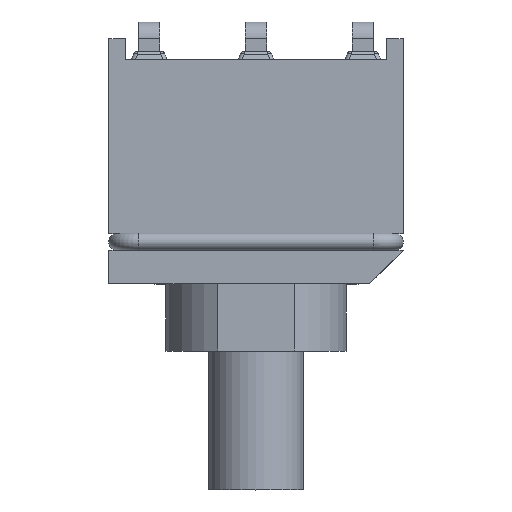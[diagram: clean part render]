
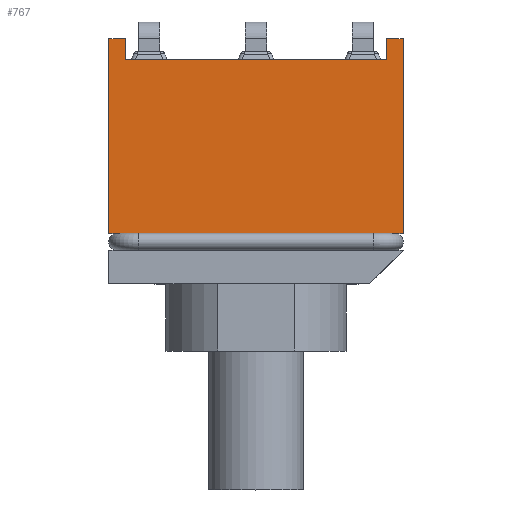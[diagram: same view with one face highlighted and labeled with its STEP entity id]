
A CAD part, top view. The second image highlights one B-rep face of the part: STEP entity #767.
In plain terms, the highlighted planar face has unit normal (0, 0, 1).
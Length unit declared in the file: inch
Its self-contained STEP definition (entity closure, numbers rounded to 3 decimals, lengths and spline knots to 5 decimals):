
#391=CARTESIAN_POINT('',(0.12598,-0.18228,0.08858));
#392=VERTEX_POINT('',#391);
#530=CARTESIAN_POINT('',(-0.12598,-0.18228,0.08858));
#531=VERTEX_POINT('',#530);
#596=CARTESIAN_POINT('',(-0.08858,-0.18228,0.08858));
#597=VERTEX_POINT('',#596);
#604=CARTESIAN_POINT('',(-0.12598,-0.18228,0.08858));
#605=DIRECTION('',(1.0,0.0,0.0));
#606=VECTOR('',#605,0.0374);
#607=LINE('',#604,#606);
#608=EDGE_CURVE('',#531,#597,#607,.T.);
#659=CARTESIAN_POINT('',(-0.15157,0.00951,0.08858));
#660=DIRECTION('',(0.0,0.0,-1.0));
#661=DIRECTION('',(-1.0,0.0,0.0));
#662=AXIS2_PLACEMENT_3D('',#659,#660,#661);
#663=PLANE('',#662);
#664=CARTESIAN_POINT('',(0.08858,-0.19016,0.08858));
#665=VERTEX_POINT('',#664);
#666=CARTESIAN_POINT('',(-0.08858,-0.19016,0.08858));
#667=VERTEX_POINT('',#666);
#668=CARTESIAN_POINT('',(0.08858,-0.19016,0.08858));
#669=DIRECTION('',(-1.0,0.0,0.0));
#670=VECTOR('',#669,0.17717);
#671=LINE('',#668,#670);
#672=EDGE_CURVE('',#665,#667,#671,.T.);
#673=ORIENTED_EDGE('',*,*,#672,.F.);
#674=CARTESIAN_POINT('',(0.08858,-0.18228,0.08858));
#675=VERTEX_POINT('',#674);
#676=CARTESIAN_POINT('',(0.08858,-0.19016,0.08858));
#677=DIRECTION('',(0.0,1.0,0.0));
#678=VECTOR('',#677,0.00787);
#679=LINE('',#676,#678);
#680=EDGE_CURVE('',#665,#675,#679,.T.);
#681=ORIENTED_EDGE('',*,*,#680,.T.);
#682=CARTESIAN_POINT('',(0.08858,-0.18228,0.08858));
#683=DIRECTION('',(1.0,0.0,0.0));
#684=VECTOR('',#683,0.0374);
#685=LINE('',#682,#684);
#686=EDGE_CURVE('',#675,#392,#685,.T.);
#687=ORIENTED_EDGE('',*,*,#686,.T.);
#688=CARTESIAN_POINT('',(0.1378,-0.18228,0.08858));
#689=VERTEX_POINT('',#688);
#690=CARTESIAN_POINT('',(0.12598,-0.18228,0.08858));
#691=DIRECTION('',(1.0,0.0,0.0));
#692=VECTOR('',#691,0.01181);
#693=LINE('',#690,#692);
#694=EDGE_CURVE('',#392,#689,#693,.T.);
#695=ORIENTED_EDGE('',*,*,#694,.T.);
#696=CARTESIAN_POINT('',(0.1378,0.0,0.08858));
#697=VERTEX_POINT('',#696);
#698=CARTESIAN_POINT('',(0.1378,0.0,0.08858));
#699=DIRECTION('',(0.0,-1.0,0.0));
#700=VECTOR('',#699,0.18228);
#701=LINE('',#698,#700);
#702=EDGE_CURVE('',#697,#689,#701,.T.);
#703=ORIENTED_EDGE('',*,*,#702,.F.);
#704=CARTESIAN_POINT('',(0.12205,0.0,0.08858));
#705=VERTEX_POINT('',#704);
#706=CARTESIAN_POINT('',(0.12205,0.0,0.08858));
#707=DIRECTION('',(1.0,0.0,0.0));
#708=VECTOR('',#707,0.01575);
#709=LINE('',#706,#708);
#710=EDGE_CURVE('',#705,#697,#709,.T.);
#711=ORIENTED_EDGE('',*,*,#710,.F.);
#712=CARTESIAN_POINT('',(0.12205,-0.01969,0.08858));
#713=VERTEX_POINT('',#712);
#714=CARTESIAN_POINT('',(0.12205,0.0,0.08858));
#715=DIRECTION('',(0.0,-1.0,0.0));
#716=VECTOR('',#715,0.01969);
#717=LINE('',#714,#716);
#718=EDGE_CURVE('',#705,#713,#717,.T.);
#719=ORIENTED_EDGE('',*,*,#718,.T.);
#720=CARTESIAN_POINT('',(-0.12205,-0.01969,0.08858));
#721=VERTEX_POINT('',#720);
#722=CARTESIAN_POINT('',(0.12205,-0.01969,0.08858));
#723=DIRECTION('',(-1.0,0.0,0.0));
#724=VECTOR('',#723,0.24409);
#725=LINE('',#722,#724);
#726=EDGE_CURVE('',#713,#721,#725,.T.);
#727=ORIENTED_EDGE('',*,*,#726,.T.);
#728=CARTESIAN_POINT('',(-0.12205,0.0,0.08858));
#729=VERTEX_POINT('',#728);
#730=CARTESIAN_POINT('',(-0.12205,-0.01969,0.08858));
#731=DIRECTION('',(0.0,1.0,0.0));
#732=VECTOR('',#731,0.01969);
#733=LINE('',#730,#732);
#734=EDGE_CURVE('',#721,#729,#733,.T.);
#735=ORIENTED_EDGE('',*,*,#734,.T.);
#736=CARTESIAN_POINT('',(-0.1378,0.0,0.08858));
#737=VERTEX_POINT('',#736);
#738=CARTESIAN_POINT('',(-0.1378,0.0,0.08858));
#739=DIRECTION('',(1.0,0.0,0.0));
#740=VECTOR('',#739,0.01575);
#741=LINE('',#738,#740);
#742=EDGE_CURVE('',#737,#729,#741,.T.);
#743=ORIENTED_EDGE('',*,*,#742,.F.);
#744=CARTESIAN_POINT('',(-0.1378,-0.18228,0.08858));
#745=VERTEX_POINT('',#744);
#746=CARTESIAN_POINT('',(-0.1378,-0.18228,0.08858));
#747=DIRECTION('',(0.0,1.0,0.0));
#748=VECTOR('',#747,0.18228);
#749=LINE('',#746,#748);
#750=EDGE_CURVE('',#745,#737,#749,.T.);
#751=ORIENTED_EDGE('',*,*,#750,.F.);
#752=CARTESIAN_POINT('',(-0.1378,-0.18228,0.08858));
#753=DIRECTION('',(1.0,0.0,0.0));
#754=VECTOR('',#753,0.01181);
#755=LINE('',#752,#754);
#756=EDGE_CURVE('',#745,#531,#755,.T.);
#757=ORIENTED_EDGE('',*,*,#756,.T.);
#758=ORIENTED_EDGE('',*,*,#608,.T.);
#759=CARTESIAN_POINT('',(-0.08858,-0.18228,0.08858));
#760=DIRECTION('',(0.0,-1.0,0.0));
#761=VECTOR('',#760,0.00787);
#762=LINE('',#759,#761);
#763=EDGE_CURVE('',#597,#667,#762,.T.);
#764=ORIENTED_EDGE('',*,*,#763,.T.);
#765=EDGE_LOOP('',(#673,#681,#687,#695,#703,#711,#719,#727,#735,#743,#751,#757,#758,#764));
#766=FACE_OUTER_BOUND('',#765,.T.);
#767=ADVANCED_FACE('',(#766),#663,.F.);
